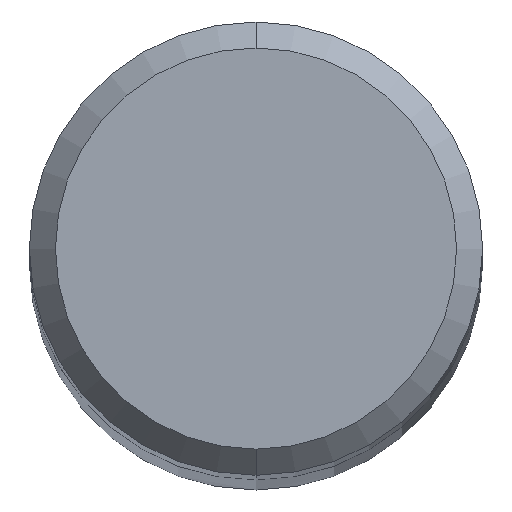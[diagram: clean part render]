
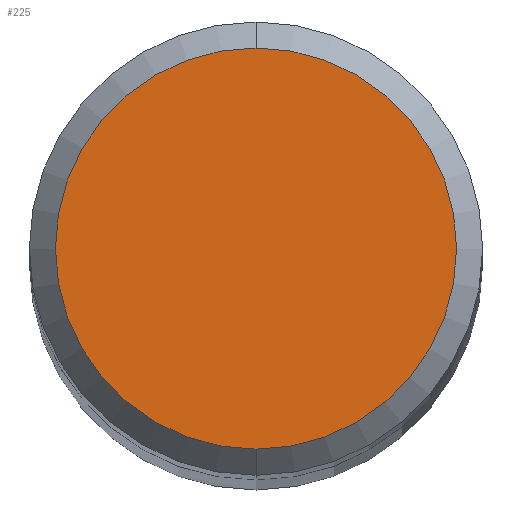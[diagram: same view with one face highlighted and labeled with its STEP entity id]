
A CAD part, top view. The second image highlights one B-rep face of the part: STEP entity #225.
In plain terms, the highlighted planar face has unit normal (0, 0, 1).
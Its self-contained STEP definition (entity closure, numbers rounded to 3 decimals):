
#225=ADVANCED_FACE('',(#491),#492,.T.);
#245=VERTEX_POINT('',#515);
#255=EDGE_CURVE('',#245,#367,#525,.T.);
#271=EDGE_CURVE('',#367,#245,#542,.T.);
#367=VERTEX_POINT('',#645);
#491=FACE_OUTER_BOUND('',#812,.T.);
#492=PLANE('',#813);
#515=CARTESIAN_POINT('',(0.0,3.85,48.0));
#525=CIRCLE('',#849,3.85);
#542=CIRCLE('',#869,3.85);
#645=CARTESIAN_POINT('',(0.,-3.85,48.0));
#812=EDGE_LOOP('',(#1363,#1364));
#813=AXIS2_PLACEMENT_3D('',#1365,#1366,#1367);
#849=AXIS2_PLACEMENT_3D('',#1413,#1414,#1415);
#869=AXIS2_PLACEMENT_3D('',#1429,#1430,#1431);
#1363=ORIENTED_EDGE('',*,*,#255,.F.);
#1364=ORIENTED_EDGE('',*,*,#271,.F.);
#1365=CARTESIAN_POINT('',(0.0,1.925,48.0));
#1366=DIRECTION('',(0.0,0.0,1.0));
#1367=DIRECTION('',(0.0,-1.0,0.0));
#1413=CARTESIAN_POINT('',(0.0,0.0,48.0));
#1414=DIRECTION('',(0.0,0.0,-1.0));
#1415=DIRECTION('',(0.0,1.0,0.0));
#1429=CARTESIAN_POINT('',(0.0,0.0,48.0));
#1430=DIRECTION('',(0.0,0.0,-1.0));
#1431=DIRECTION('',(0.0,1.0,0.0));
